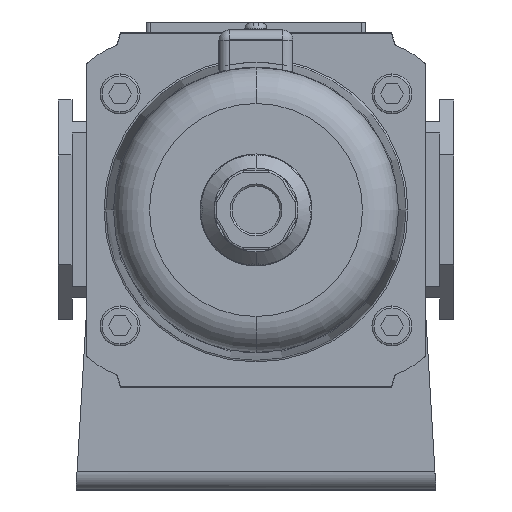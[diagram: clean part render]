
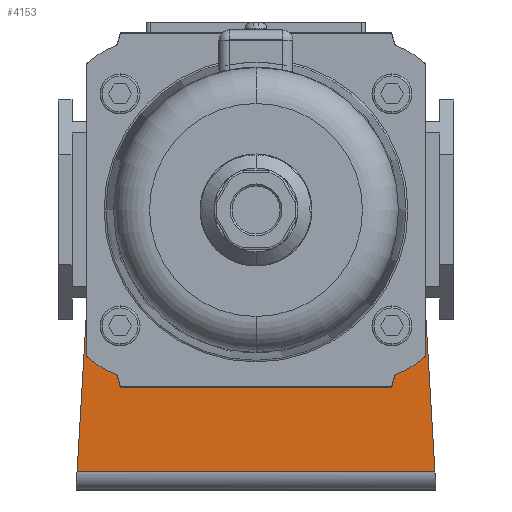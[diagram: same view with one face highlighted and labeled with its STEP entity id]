
A CAD part, front view. The second image highlights one B-rep face of the part: STEP entity #4153.
In plain terms, the highlighted planar face has unit normal (0, -1, 0).
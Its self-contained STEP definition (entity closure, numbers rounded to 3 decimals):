
#229 = CARTESIAN_POINT ( 'NONE',  ( -40.729, 55., 2.402 ) ) ;
#658 = ORIENTED_EDGE ( 'NONE', *, *, #18136, .F. ) ;
#737 = EDGE_LOOP ( 'NONE', ( #7389, #16002 ) ) ;
#1259 = AXIS2_PLACEMENT_3D ( 'NONE', #10548, #13969, #4050 ) ;
#1455 = LINE ( 'NONE', #16696, #13612 ) ;
#1680 = CARTESIAN_POINT ( 'NONE',  ( 40.729, 55., 2.402 ) ) ;
#2167 = CIRCLE ( 'NONE', #2530, 15. ) ;
#2530 = AXIS2_PLACEMENT_3D ( 'NONE', #3880, #15453, #5522 ) ;
#2902 = DIRECTION ( 'NONE',  ( 0., 1., 0. ) ) ;
#3374 = VECTOR ( 'NONE', #11503, 1000. ) ;
#3880 = CARTESIAN_POINT ( 'NONE',  ( 0., 55., 0. ) ) ;
#4050 = DIRECTION ( 'NONE',  ( -1., 0., 0. ) ) ;
#4153 = ADVANCED_FACE ( 'NONE', ( #8008, #7508 ), #15563, .F. ) ;
#4171 = VERTEX_POINT ( 'NONE', #7367 ) ;
#4691 = VERTEX_POINT ( 'NONE', #16432 ) ;
#4991 = DIRECTION ( 'NONE',  ( 0.059, 0., -0.998 ) ) ;
#5522 = DIRECTION ( 'NONE',  ( -1., 0., 0. ) ) ;
#6043 = ORIENTED_EDGE ( 'NONE', *, *, #14110, .T. ) ;
#6924 = CIRCLE ( 'NONE', #14682, 15. ) ;
#7144 = VERTEX_POINT ( 'NONE', #229 ) ;
#7340 = CIRCLE ( 'NONE', #11972, 40.8 ) ;
#7348 = CARTESIAN_POINT ( 'NONE',  ( 15., 55., 0. ) ) ;
#7367 = CARTESIAN_POINT ( 'NONE',  ( -15., 55., 0. ) ) ;
#7389 = ORIENTED_EDGE ( 'NONE', *, *, #16175, .T. ) ;
#7508 = FACE_OUTER_BOUND ( 'NONE', #19370, .T. ) ;
#7825 = CARTESIAN_POINT ( 'NONE',  ( -44.735, 55., -65.5 ) ) ;
#7940 = VERTEX_POINT ( 'NONE', #7348 ) ;
#8008 = FACE_BOUND ( 'NONE', #737, .T. ) ;
#8436 = CARTESIAN_POINT ( 'NONE',  ( 40.729, 55., 2.402 ) ) ;
#8687 = EDGE_CURVE ( 'NONE', #7144, #15442, #7340, .T. ) ;
#8722 = DIRECTION ( 'NONE',  ( 0., 1., 0. ) ) ;
#9835 = CARTESIAN_POINT ( 'NONE',  ( -45., 55., -70. ) ) ;
#10548 = CARTESIAN_POINT ( 'NONE',  ( 0., 55., 0. ) ) ;
#11503 = DIRECTION ( 'NONE',  ( 0.059, 0., 0.998 ) ) ;
#11792 = DIRECTION ( 'NONE',  ( 1., 0., 0. ) ) ;
#11972 = AXIS2_PLACEMENT_3D ( 'NONE', #12828, #2902, #14498 ) ;
#12231 = EDGE_CURVE ( 'NONE', #7940, #4171, #6924, .T. ) ;
#12828 = CARTESIAN_POINT ( 'NONE',  ( 0., 55., 0. ) ) ;
#13612 = VECTOR ( 'NONE', #11792, 1000. ) ;
#13969 = DIRECTION ( 'NONE',  ( 0., 1., 0. ) ) ;
#14110 = EDGE_CURVE ( 'NONE', #18009, #4691, #1455, .T. ) ;
#14233 = ORIENTED_EDGE ( 'NONE', *, *, #19299, .F. ) ;
#14498 = DIRECTION ( 'NONE',  ( -1., 0., 0. ) ) ;
#14682 = AXIS2_PLACEMENT_3D ( 'NONE', #18642, #8722, #20296 ) ;
#15442 = VERTEX_POINT ( 'NONE', #8436 ) ;
#15453 = DIRECTION ( 'NONE',  ( 0., 1., 0. ) ) ;
#15563 = PLANE ( 'NONE',  #1259 ) ;
#16002 = ORIENTED_EDGE ( 'NONE', *, *, #12231, .T. ) ;
#16175 = EDGE_CURVE ( 'NONE', #4171, #7940, #2167, .T. ) ;
#16432 = CARTESIAN_POINT ( 'NONE',  ( 44.735, 55., -65.5 ) ) ;
#16575 = LINE ( 'NONE', #9835, #3374 ) ;
#16696 = CARTESIAN_POINT ( 'NONE',  ( -45., 55., -65.5 ) ) ;
#17323 = LINE ( 'NONE', #1680, #17832 ) ;
#17832 = VECTOR ( 'NONE', #4991, 1000. ) ;
#18009 = VERTEX_POINT ( 'NONE', #7825 ) ;
#18136 = EDGE_CURVE ( 'NONE', #18009, #7144, #16575, .T. ) ;
#18642 = CARTESIAN_POINT ( 'NONE',  ( 0., 55., 0. ) ) ;
#18928 = ORIENTED_EDGE ( 'NONE', *, *, #8687, .F. ) ;
#19299 = EDGE_CURVE ( 'NONE', #15442, #4691, #17323, .T. ) ;
#19370 = EDGE_LOOP ( 'NONE', ( #6043, #14233, #18928, #658 ) ) ;
#20296 = DIRECTION ( 'NONE',  ( -1., 0., 0. ) ) ;
